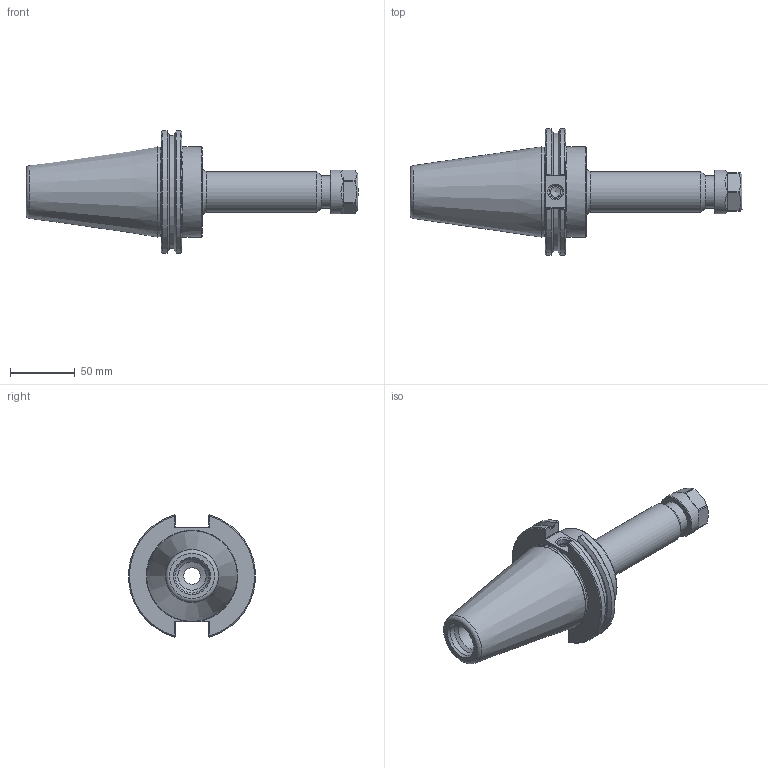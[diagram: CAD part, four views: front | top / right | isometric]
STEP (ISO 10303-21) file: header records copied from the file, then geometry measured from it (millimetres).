
FILE_DESCRIPTION((''),'2;1');
FILE_NAME('C50-20ERP612.iam.stp','2014-06-02T14:17:54',(''),(''),'Autodesk Inventor 2012','Autodesk Inventor 2012','');
FILE_SCHEMA(('AUTOMOTIVE_DESIGN { 1 0 10303 214 1 1 1 1 }'));
Length unit declared in the file: inch
Products named in the file (3): C50-20ERP612; C50-20ER6-1; 20ERHPN
Assembly tree (2 placements, depth 2):
  C50-20ERP612
    C50-20ER6-1
    20ERHPN
Bounding box: 257.05 x 98.06 x 94.71 mm (x, y, z)
Volume: 448152.9 mm3; surface area: 67638.1 mm2
Topology: 2 solids, 2 shells, 126 faces, 316 edges, 199 vertices
Faces by surface type: plane 49, cylinder 33, cone 27, bspline 9, torus 8
Full cylindrical faces by diameter (mm): 8 x1, 10.135 x1, 12.751 x1, 14.478 x1, 14.91 x1, 20.066 x1, 21.971 x1, 23.52 x1, 25 x1, 25.527 x1, 26.365 x1, 31.75 x1, 34.036 x1, 69.342 x1, 69.85 x1
Entity records: 4612 total; most frequent: CARTESIAN_POINT 1719, DIRECTION 542, ORIENTED_EDGE 530, EDGE_CURVE 265, AXIS2_PLACEMENT_3D 221, VERTEX_POINT 190, EDGE_LOOP 177, FACE_OUTER_BOUND 126
